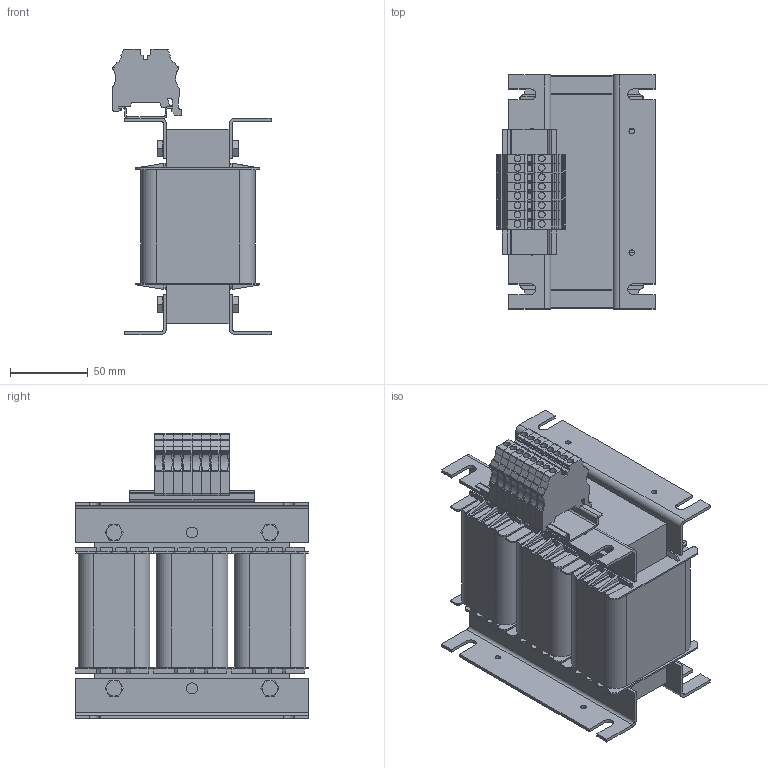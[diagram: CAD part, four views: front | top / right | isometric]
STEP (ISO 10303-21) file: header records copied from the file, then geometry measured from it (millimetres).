
FILE_DESCRIPTION(/* description */ (''),/* implementation_level */ '2;1');
FILE_NAME(/* name */ 'TTX0.63.stp',/* time_stamp */ '2023-06-01T10:03:45+02:00',/* author */ ('sb'),/* organization */ (''),/* preprocessor_version */ 'ST-DEVELOPER v16.13',/* originating_system */ 'Autodesk Inventor 2018',/* authorisation */ '');
FILE_SCHEMA (('AUTOMOTIVE_DESIGN { 1 0 10303 214 3 1 1 }'));
Length unit declared in the file: millimetre
Products named in the file (10): TTX0.63; Carrete 25x40_Bobinado; Carrete 25x40 EI III; Bobina 25x40; Núcleo TTX1; BRI25-3IP02; Guía DIN 80; AVK 4RD_tierra; AVK 4RD; DIN 933 - M6  x 6
Assembly tree (27 placements, depth 3):
  TTX0.63
    Carrete 25x40_Bobinado  x3
      Carrete 25x40 EI III
      Bobina 25x40
    Núcleo TTX1
    BRI25-3IP02  x4
    Guía DIN 80
    AVK 4RD_tierra
    AVK 4RD  x7
    DIN 933 - M6  x 6  x8
Bounding box: 101.5 x 150 x 183.15 mm (x, y, z)
Volume: 1100968.6 mm3; surface area: 357607.1 mm2
Topology: 28 solids, 28 shells, 2210 faces, 6120 edges, 3992 vertices
Faces by surface type: plane 1488, cylinder 658, cone 64
Full cylindrical faces by diameter (mm): 3.5 x8, 4.3 x16, 5.459 x8, 6 x12, 7 x12, 8.7 x8
Entity records: 20622 total; most frequent: CARTESIAN_POINT 3816, ORIENTED_EDGE 3450, DIRECTION 3380, EDGE_CURVE 1725, LINE 1310, VECTOR 1310, VERTEX_POINT 1135, AXIS2_PLACEMENT_3D 1035
